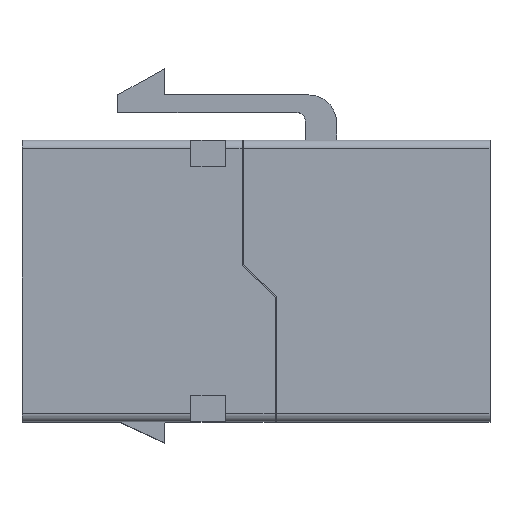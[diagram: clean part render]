
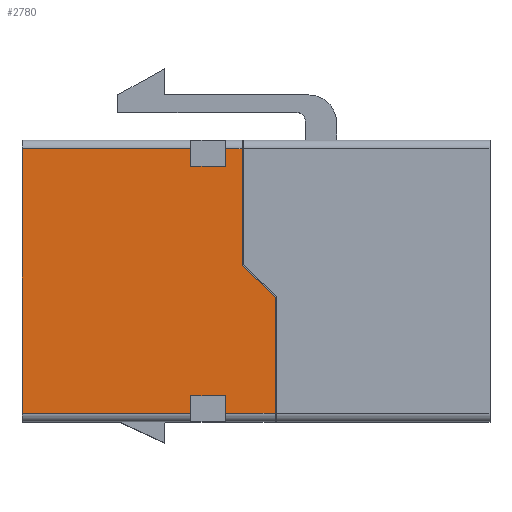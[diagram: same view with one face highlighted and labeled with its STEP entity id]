
A CAD part, top view. The second image highlights one B-rep face of the part: STEP entity #2780.
In plain terms, the highlighted planar face has unit normal (0, 0, 1).
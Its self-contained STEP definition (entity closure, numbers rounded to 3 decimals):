
#144 = CARTESIAN_POINT ( 'NONE',  ( 13.45, 8.1, 7.25 ) ) ;
#353 = PLANE ( 'NONE',  #5077 ) ;
#360 = DIRECTION ( 'NONE',  ( 0., 0., -1. ) ) ;
#361 = DIRECTION ( 'NONE',  ( 0., 1., 0. ) ) ;
#688 = LINE ( 'NONE', #877, #703 ) ;
#701 = VECTOR ( 'NONE', #1183, 1000. ) ;
#703 = VECTOR ( 'NONE', #878, 1000. ) ;
#765 = LINE ( 'NONE', #1125, #779 ) ;
#766 = LINE ( 'NONE', #1177, #701 ) ;
#772 = LINE ( 'NONE', #944, #787 ) ;
#779 = VECTOR ( 'NONE', #1128, 1000. ) ;
#783 = LINE ( 'NONE', #1059, #798 ) ;
#787 = VECTOR ( 'NONE', #946, 1000. ) ;
#794 = LINE ( 'NONE', #1146, #809 ) ;
#798 = VECTOR ( 'NONE', #1068, 1000. ) ;
#809 = VECTOR ( 'NONE', #1153, 1000. ) ;
#877 = CARTESIAN_POINT ( 'NONE',  ( 13.45, 7.6, 7.25 ) ) ;
#878 = DIRECTION ( 'NONE',  ( -1., 0., 0. ) ) ;
#944 = CARTESIAN_POINT ( 'NONE',  ( -0.8, 8.1, 7.25 ) ) ;
#946 = DIRECTION ( 'NONE',  ( 0., -1., 0. ) ) ;
#1059 = CARTESIAN_POINT ( 'NONE',  ( -1.75, -6.6, 7.25 ) ) ;
#1068 = DIRECTION ( 'NONE',  ( 0., 1., 0. ) ) ;
#1125 = CARTESIAN_POINT ( 'NONE',  ( -3.75, 8.1, 7.25 ) ) ;
#1128 = DIRECTION ( 'NONE',  ( 0., -1., 0. ) ) ;
#1146 = CARTESIAN_POINT ( 'NONE',  ( -3.75, -6.6, 7.25 ) ) ;
#1153 = DIRECTION ( 'NONE',  ( -1., 0., 0. ) ) ;
#1177 = CARTESIAN_POINT ( 'NONE',  ( 13.45, 7.6, 7.25 ) ) ;
#1183 = DIRECTION ( 'NONE',  ( -1., 0., 0. ) ) ;
#1201 = EDGE_CURVE ( 'NONE', #3772, #3624, #5709, .T. ) ;
#1237 = EDGE_CURVE ( 'NONE', #3716, #3682, #3400, .T. ) ;
#1289 = EDGE_CURVE ( 'NONE', #3632, #3584, #3464, .T. ) ;
#1308 = EDGE_CURVE ( 'NONE', #3644, #3678, #3527, .T. ) ;
#1318 = EDGE_CURVE ( 'NONE', #3584, #3635, #3558, .T. ) ;
#1335 = EDGE_CURVE ( 'NONE', #3625, #3707, #3552, .T. ) ;
#1598 = CARTESIAN_POINT ( 'NONE',  ( 13.45, -7.6, 7.25 ) ) ;
#1602 = DIRECTION ( 'NONE',  ( 0.726, -0.688, 0. ) ) ;
#1643 = CARTESIAN_POINT ( 'NONE',  ( -0.784, 0.864, 7.25 ) ) ;
#1680 = DIRECTION ( 'NONE',  ( 0., 1., 0. ) ) ;
#1689 = CARTESIAN_POINT ( 'NONE',  ( -1.75, 8.1, 7.25 ) ) ;
#1742 = DIRECTION ( 'NONE',  ( 0., -1., 0. ) ) ;
#1779 = DIRECTION ( 'NONE',  ( 1., 0., 0. ) ) ;
#1806 = CARTESIAN_POINT ( 'NONE',  ( -13.45, 8.1, 7.25 ) ) ;
#1834 = DIRECTION ( 'NONE',  ( 1., 0., 0. ) ) ;
#1899 = CARTESIAN_POINT ( 'NONE',  ( -3.75, 6.6, 7.25 ) ) ;
#1915 = DIRECTION ( 'NONE',  ( 0., -1., 0. ) ) ;
#2036 = CARTESIAN_POINT ( 'NONE',  ( -3.75, -6.6, 7.25 ) ) ;
#2780 = ADVANCED_FACE ( 'NONE', ( #5978 ), #353, .F. ) ;
#2926 = EDGE_LOOP ( 'NONE', ( #4144, #3999, #4006, #4105, #4018, #4113, #4102, #3986, #4011, #4083, #4123, #4132, #4031, #4030 ) ) ;
#3362 = VECTOR ( 'NONE', #1742, 1000. ) ;
#3370 = VECTOR ( 'NONE', #1680, 1000. ) ;
#3389 = VECTOR ( 'NONE', #1834, 1000. ) ;
#3400 = LINE ( 'NONE', #1806, #3362 ) ;
#3406 = VECTOR ( 'NONE', #1915, 1000. ) ;
#3464 = LINE ( 'NONE', #1899, #3389 ) ;
#3498 = VECTOR ( 'NONE', #1779, 1000. ) ;
#3527 = LINE ( 'NONE', #1598, #3498 ) ;
#3552 = LINE ( 'NONE', #2036, #3406 ) ;
#3558 = LINE ( 'NONE', #1689, #3370 ) ;
#3584 = VERTEX_POINT ( 'NONE', #4323 ) ;
#3599 = VERTEX_POINT ( 'NONE', #4258 ) ;
#3624 = VERTEX_POINT ( 'NONE', #4295 ) ;
#3625 = VERTEX_POINT ( 'NONE', #4297 ) ;
#3632 = VERTEX_POINT ( 'NONE', #4312 ) ;
#3635 = VERTEX_POINT ( 'NONE', #4318 ) ;
#3638 = VERTEX_POINT ( 'NONE', #4328 ) ;
#3644 = VERTEX_POINT ( 'NONE', #4341 ) ;
#3648 = VERTEX_POINT ( 'NONE', #4349 ) ;
#3678 = VERTEX_POINT ( 'NONE', #4413 ) ;
#3682 = VERTEX_POINT ( 'NONE', #4421 ) ;
#3707 = VERTEX_POINT ( 'NONE', #4463 ) ;
#3716 = VERTEX_POINT ( 'NONE', #4483 ) ;
#3772 = VERTEX_POINT ( 'NONE', #4602 ) ;
#3986 = ORIENTED_EDGE ( 'NONE', *, *, #5161, .F. ) ;
#3999 = ORIENTED_EDGE ( 'NONE', *, *, #5098, .F. ) ;
#4006 = ORIENTED_EDGE ( 'NONE', *, *, #1201, .F. ) ;
#4011 = ORIENTED_EDGE ( 'NONE', *, *, #5124, .T. ) ;
#4018 = ORIENTED_EDGE ( 'NONE', *, *, #5481, .T. ) ;
#4030 = ORIENTED_EDGE ( 'NONE', *, *, #5149, .F. ) ;
#4031 = ORIENTED_EDGE ( 'NONE', *, *, #5164, .F. ) ;
#4083 = ORIENTED_EDGE ( 'NONE', *, *, #1237, .T. ) ;
#4102 = ORIENTED_EDGE ( 'NONE', *, *, #1289, .F. ) ;
#4105 = ORIENTED_EDGE ( 'NONE', *, *, #5134, .F. ) ;
#4113 = ORIENTED_EDGE ( 'NONE', *, *, #1318, .F. ) ;
#4123 = ORIENTED_EDGE ( 'NONE', *, *, #5079, .T. ) ;
#4132 = ORIENTED_EDGE ( 'NONE', *, *, #1335, .F. ) ;
#4144 = ORIENTED_EDGE ( 'NONE', *, *, #1308, .T. ) ;
#4258 = CARTESIAN_POINT ( 'NONE',  ( -1.75, -6.6, 7.25 ) ) ;
#4295 = CARTESIAN_POINT ( 'NONE',  ( 1.1, -0.922, 7.25 ) ) ;
#4297 = CARTESIAN_POINT ( 'NONE',  ( -3.75, -6.6, 7.25 ) ) ;
#4312 = CARTESIAN_POINT ( 'NONE',  ( -3.75, 6.6, 7.25 ) ) ;
#4318 = CARTESIAN_POINT ( 'NONE',  ( -1.75, 7.6, 7.25 ) ) ;
#4323 = CARTESIAN_POINT ( 'NONE',  ( -1.75, 6.6, 7.25 ) ) ;
#4328 = CARTESIAN_POINT ( 'NONE',  ( -0.8, 7.6, 7.25 ) ) ;
#4341 = CARTESIAN_POINT ( 'NONE',  ( -1.75, -7.6, 7.25 ) ) ;
#4349 = CARTESIAN_POINT ( 'NONE',  ( -3.75, 7.6, 7.25 ) ) ;
#4413 = CARTESIAN_POINT ( 'NONE',  ( 1.1, -7.6, 7.25 ) ) ;
#4421 = CARTESIAN_POINT ( 'NONE',  ( -13.45, -7.6, 7.25 ) ) ;
#4463 = CARTESIAN_POINT ( 'NONE',  ( -3.75, -7.6, 7.25 ) ) ;
#4483 = CARTESIAN_POINT ( 'NONE',  ( -13.45, 7.6, 7.25 ) ) ;
#4602 = CARTESIAN_POINT ( 'NONE',  ( -0.8, 0.878, 7.25 ) ) ;
#4730 = DIRECTION ( 'NONE',  ( 1., 0., 0. ) ) ;
#4731 = CARTESIAN_POINT ( 'NONE',  ( 13.45, -7.6, 7.25 ) ) ;
#4770 = CARTESIAN_POINT ( 'NONE',  ( 1.1, -0.9, 7.25 ) ) ;
#4784 = DIRECTION ( 'NONE',  ( 0., -1., 0. ) ) ;
#5077 = AXIS2_PLACEMENT_3D ( 'NONE', #144, #360, #361 ) ;
#5079 = EDGE_CURVE ( 'NONE', #3682, #3707, #5870, .T. ) ;
#5098 = EDGE_CURVE ( 'NONE', #3624, #3678, #5838, .T. ) ;
#5124 = EDGE_CURVE ( 'NONE', #3648, #3716, #688, .T. ) ;
#5134 = EDGE_CURVE ( 'NONE', #3638, #3772, #772, .T. ) ;
#5149 = EDGE_CURVE ( 'NONE', #3644, #3599, #783, .T. ) ;
#5161 = EDGE_CURVE ( 'NONE', #3648, #3632, #765, .T. ) ;
#5164 = EDGE_CURVE ( 'NONE', #3599, #3625, #794, .T. ) ;
#5481 = EDGE_CURVE ( 'NONE', #3638, #3635, #766, .T. ) ;
#5704 = VECTOR ( 'NONE', #1602, 1000. ) ;
#5709 = LINE ( 'NONE', #1643, #5704 ) ;
#5833 = VECTOR ( 'NONE', #4784, 1000. ) ;
#5838 = LINE ( 'NONE', #4770, #5833 ) ;
#5870 = LINE ( 'NONE', #4731, #5871 ) ;
#5871 = VECTOR ( 'NONE', #4730, 1000. ) ;
#5978 = FACE_OUTER_BOUND ( 'NONE', #2926, .T. ) ;
